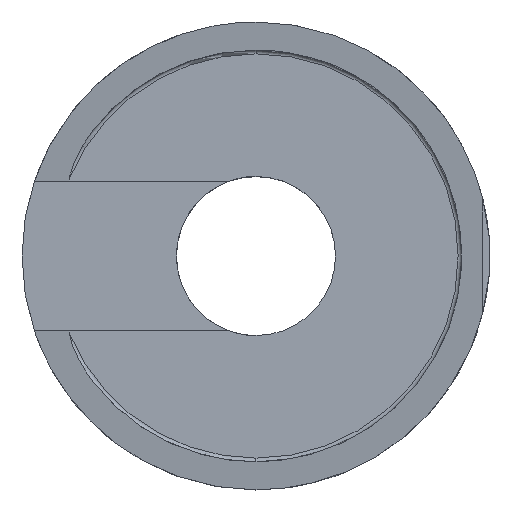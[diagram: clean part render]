
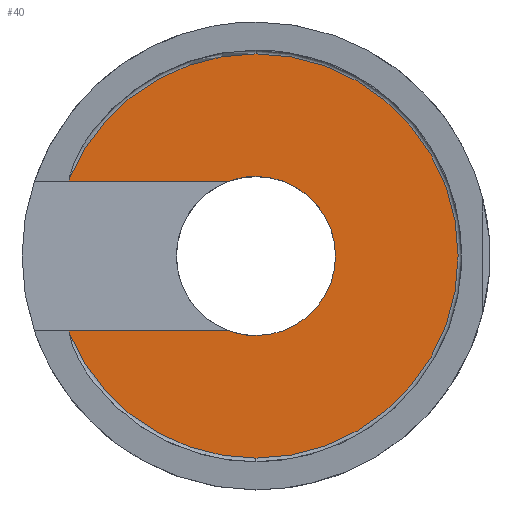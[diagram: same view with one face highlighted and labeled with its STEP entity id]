
A CAD part, top view. The second image highlights one B-rep face of the part: STEP entity #40.
In plain terms, the highlighted face is planar.
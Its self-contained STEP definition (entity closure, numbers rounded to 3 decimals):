
#23 = DIRECTION ( 'NONE',  ( -1., 0., 0. ) ) ;
#40 = ADVANCED_FACE ( 'NONE', ( #456 ), #886, .F. ) ;
#65 = CARTESIAN_POINT ( 'NONE',  ( 6.5, 0., 10.8 ) ) ;
#127 = VECTOR ( 'NONE', #186, 1000. ) ;
#129 = LINE ( 'NONE', #188, #127 ) ;
#137 = VECTOR ( 'NONE', #261, 1000. ) ;
#139 = LINE ( 'NONE', #197, #137 ) ;
#173 = CIRCLE ( 'NONE', #373, 4.25 ) ;
#179 = CARTESIAN_POINT ( 'NONE',  ( 6.5, 0., -4.25 ) ) ;
#186 = DIRECTION ( 'NONE',  ( 0., 1., 0. ) ) ;
#188 = CARTESIAN_POINT ( 'NONE',  ( 6.5, 0., -4. ) ) ;
#195 = CIRCLE ( 'NONE', #495, 10.8 ) ;
#197 = CARTESIAN_POINT ( 'NONE',  ( 6.5, 9.974, 0. ) ) ;
#220 = CIRCLE ( 'NONE', #499, 10.8 ) ;
#232 = CARTESIAN_POINT ( 'NONE',  ( 6.5, 0., 0. ) ) ;
#233 = ORIENTED_EDGE ( 'NONE', *, *, #1029, .F. ) ;
#240 = VECTOR ( 'NONE', #416, 1000. ) ;
#242 = DIRECTION ( 'NONE',  ( -1., 0., 0. ) ) ;
#244 = CIRCLE ( 'NONE', #577, 4.25 ) ;
#247 = LINE ( 'NONE', #422, #240 ) ;
#249 = DIRECTION ( 'NONE',  ( 0., 0., 1. ) ) ;
#254 = CIRCLE ( 'NONE', #482, 10.8 ) ;
#261 = DIRECTION ( 'NONE',  ( 0., 0., 1. ) ) ;
#271 = CARTESIAN_POINT ( 'NONE',  ( 6.5, 1.436, 4. ) ) ;
#300 = EDGE_CURVE ( 'NONE', #908, #611, #428, .T. ) ;
#338 = DIRECTION ( 'NONE',  ( 0., 0., 1. ) ) ;
#340 = DIRECTION ( 'NONE',  ( -1., 0., 0. ) ) ;
#341 = CIRCLE ( 'NONE', #715, 4.25 ) ;
#343 = CARTESIAN_POINT ( 'NONE',  ( 6.5, 0., 0. ) ) ;
#365 = CARTESIAN_POINT ( 'NONE',  ( 6.5, 0., 0. ) ) ;
#372 = CARTESIAN_POINT ( 'NONE',  ( 6.5, 9.974, -4. ) ) ;
#373 = AXIS2_PLACEMENT_3D ( 'NONE', #365, #242, #249 ) ;
#416 = DIRECTION ( 'NONE',  ( 0., 0., 1. ) ) ;
#418 = VECTOR ( 'NONE', #916, 1000. ) ;
#422 = CARTESIAN_POINT ( 'NONE',  ( 6.5, 9.974, 0. ) ) ;
#428 = LINE ( 'NONE', #673, #418 ) ;
#440 = DIRECTION ( 'NONE',  ( 0., 0., 1. ) ) ;
#443 = DIRECTION ( 'NONE',  ( -1., 0., 0. ) ) ;
#448 = CARTESIAN_POINT ( 'NONE',  ( 6.5, 0., 0. ) ) ;
#456 = FACE_OUTER_BOUND ( 'NONE', #569, .T. ) ;
#482 = AXIS2_PLACEMENT_3D ( 'NONE', #343, #340, #338 ) ;
#495 = AXIS2_PLACEMENT_3D ( 'NONE', #809, #810, #815 ) ;
#499 = AXIS2_PLACEMENT_3D ( 'NONE', #750, #753, #763 ) ;
#519 = AXIS2_PLACEMENT_3D ( 'NONE', #1056, #947, #870 ) ;
#569 = EDGE_LOOP ( 'NONE', ( #936, #867, #865, #862, #860, #856, #233, #845, #842, #843 ) ) ;
#577 = AXIS2_PLACEMENT_3D ( 'NONE', #448, #443, #440 ) ;
#611 = VERTEX_POINT ( 'NONE', #271 ) ;
#631 = VERTEX_POINT ( 'NONE', #372 ) ;
#645 = VERTEX_POINT ( 'NONE', #65 ) ;
#649 = VERTEX_POINT ( 'NONE', #179 ) ;
#673 = CARTESIAN_POINT ( 'NONE',  ( 6.5, 0., 4. ) ) ;
#714 = VERTEX_POINT ( 'NONE', #1099 ) ;
#715 = AXIS2_PLACEMENT_3D ( 'NONE', #232, #23, #1030 ) ;
#723 = VERTEX_POINT ( 'NONE', #1087 ) ;
#744 = VERTEX_POINT ( 'NONE', #1065 ) ;
#750 = CARTESIAN_POINT ( 'NONE',  ( 6.5, 0., 0. ) ) ;
#753 = DIRECTION ( 'NONE',  ( -1., 0., 0. ) ) ;
#763 = DIRECTION ( 'NONE',  ( 0., 0., 1. ) ) ;
#791 = EDGE_CURVE ( 'NONE', #723, #649, #341, .T. ) ;
#809 = CARTESIAN_POINT ( 'NONE',  ( 6.5, 0., 0. ) ) ;
#810 = DIRECTION ( 'NONE',  ( -1., 0., 0. ) ) ;
#815 = DIRECTION ( 'NONE',  ( 0., 0., 1. ) ) ;
#842 = ORIENTED_EDGE ( 'NONE', *, *, #1104, .T. ) ;
#843 = ORIENTED_EDGE ( 'NONE', *, *, #1100, .F. ) ;
#845 = ORIENTED_EDGE ( 'NONE', *, *, #1047, .F. ) ;
#856 = ORIENTED_EDGE ( 'NONE', *, *, #1016, .F. ) ;
#860 = ORIENTED_EDGE ( 'NONE', *, *, #1000, .T. ) ;
#861 = VERTEX_POINT ( 'NONE', #958 ) ;
#862 = ORIENTED_EDGE ( 'NONE', *, *, #300, .F. ) ;
#865 = ORIENTED_EDGE ( 'NONE', *, *, #1066, .T. ) ;
#867 = ORIENTED_EDGE ( 'NONE', *, *, #997, .T. ) ;
#870 = DIRECTION ( 'NONE',  ( 0., 0., 1. ) ) ;
#886 = PLANE ( 'NONE',  #519 ) ;
#893 = VERTEX_POINT ( 'NONE', #938 ) ;
#908 = VERTEX_POINT ( 'NONE', #925 ) ;
#916 = DIRECTION ( 'NONE',  ( 0., -1., 0. ) ) ;
#925 = CARTESIAN_POINT ( 'NONE',  ( 6.5, 9.974, 4. ) ) ;
#936 = ORIENTED_EDGE ( 'NONE', *, *, #791, .T. ) ;
#938 = CARTESIAN_POINT ( 'NONE',  ( 6.5, 0., -10.8 ) ) ;
#947 = DIRECTION ( 'NONE',  ( -1., 0., 0. ) ) ;
#958 = CARTESIAN_POINT ( 'NONE',  ( 6.5, 9.974, 4.141 ) ) ;
#997 = EDGE_CURVE ( 'NONE', #649, #744, #244, .T. ) ;
#1000 = EDGE_CURVE ( 'NONE', #908, #861, #247, .T. ) ;
#1016 = EDGE_CURVE ( 'NONE', #645, #861, #254, .T. ) ;
#1029 = EDGE_CURVE ( 'NONE', #893, #645, #220, .T. ) ;
#1030 = DIRECTION ( 'NONE',  ( 0., 0., 1. ) ) ;
#1047 = EDGE_CURVE ( 'NONE', #714, #893, #195, .T. ) ;
#1056 = CARTESIAN_POINT ( 'NONE',  ( 6.5, 10.8, 0. ) ) ;
#1065 = CARTESIAN_POINT ( 'NONE',  ( 6.5, 0., 4.25 ) ) ;
#1066 = EDGE_CURVE ( 'NONE', #744, #611, #173, .T. ) ;
#1087 = CARTESIAN_POINT ( 'NONE',  ( 6.5, 1.436, -4. ) ) ;
#1099 = CARTESIAN_POINT ( 'NONE',  ( 6.5, 9.974, -4.141 ) ) ;
#1100 = EDGE_CURVE ( 'NONE', #723, #631, #129, .T. ) ;
#1104 = EDGE_CURVE ( 'NONE', #714, #631, #139, .T. ) ;
